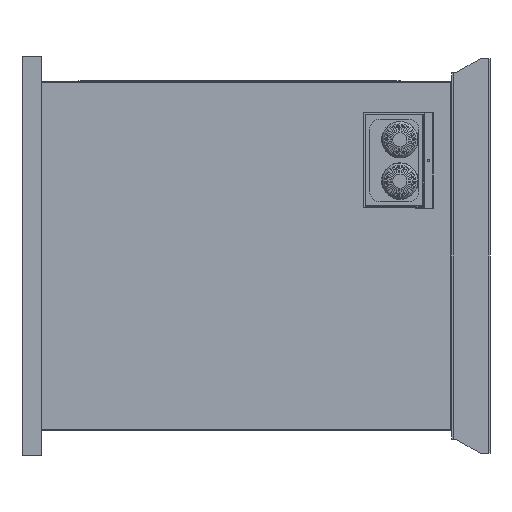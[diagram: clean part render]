
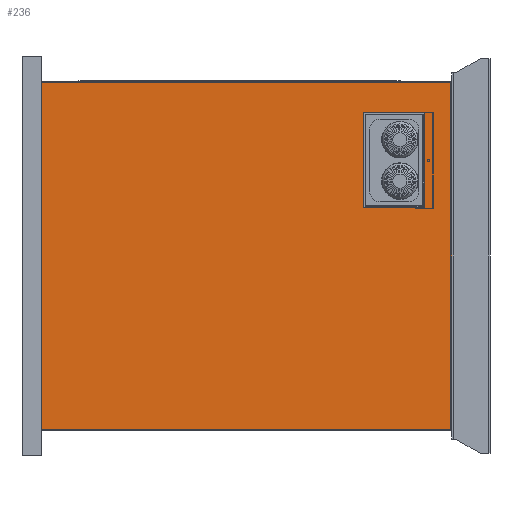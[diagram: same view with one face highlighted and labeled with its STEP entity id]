
A CAD part, left-side view. The second image highlights one B-rep face of the part: STEP entity #236.
In plain terms, the highlighted planar face has unit normal (-1, 0, 0).
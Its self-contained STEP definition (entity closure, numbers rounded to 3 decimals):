
#228 = VERTEX_POINT ( 'NONE', #6561 ) ;
#236 = ADVANCED_FACE ( 'NONE', ( #3995, #516 ), #493, .F. ) ;
#256 = EDGE_CURVE ( 'NONE', #7903, #228, #2625, .T. ) ;
#332 = CARTESIAN_POINT ( 'NONE',  ( -590., -2., 455. ) ) ;
#477 = ORIENTED_EDGE ( 'NONE', *, *, #3736, .F. ) ;
#493 = PLANE ( 'NONE',  #1027 ) ;
#516 = FACE_BOUND ( 'NONE', #5316, .T. ) ;
#647 = DIRECTION ( 'NONE',  ( 0., 0., 1. ) ) ;
#680 = CARTESIAN_POINT ( 'NONE',  ( -590., -2., -455. ) ) ;
#697 = LINE ( 'NONE', #8041, #6018 ) ;
#1027 = AXIS2_PLACEMENT_3D ( 'NONE', #8011, #7212, #5136 ) ;
#1061 = CARTESIAN_POINT ( 'NONE',  ( -590., 218., 125.5 ) ) ;
#1118 = LINE ( 'NONE', #680, #1766 ) ;
#1300 = EDGE_CURVE ( 'NONE', #4649, #1653, #1757, .T. ) ;
#1468 = EDGE_CURVE ( 'NONE', #1653, #5104, #697, .T. ) ;
#1474 = VERTEX_POINT ( 'NONE', #3254 ) ;
#1653 = VERTEX_POINT ( 'NONE', #4159 ) ;
#1757 = LINE ( 'NONE', #6801, #7948 ) ;
#1766 = VECTOR ( 'NONE', #7555, 1000. ) ;
#2433 = VECTOR ( 'NONE', #5815, 1000. ) ;
#2562 = CARTESIAN_POINT ( 'NONE',  ( -590., 68., 125.5 ) ) ;
#2593 = VECTOR ( 'NONE', #647, 1000. ) ;
#2625 = LINE ( 'NONE', #3129, #7645 ) ;
#2763 = EDGE_CURVE ( 'NONE', #5104, #1474, #7765, .T. ) ;
#2912 = CARTESIAN_POINT ( 'NONE',  ( -590., 1069.2, -455. ) ) ;
#3113 = EDGE_CURVE ( 'NONE', #4471, #3505, #1118, .T. ) ;
#3129 = CARTESIAN_POINT ( 'NONE',  ( -590., -2., 455. ) ) ;
#3254 = CARTESIAN_POINT ( 'NONE',  ( -590., 228., 125.5 ) ) ;
#3466 = LINE ( 'NONE', #7295, #5038 ) ;
#3505 = VERTEX_POINT ( 'NONE', #4825 ) ;
#3597 = ORIENTED_EDGE ( 'NONE', *, *, #2763, .T. ) ;
#3736 = EDGE_CURVE ( 'NONE', #228, #3505, #7289, .T. ) ;
#3827 = ORIENTED_EDGE ( 'NONE', *, *, #7868, .T. ) ;
#3995 = FACE_OUTER_BOUND ( 'NONE', #5783, .T. ) ;
#4012 = CARTESIAN_POINT ( 'NONE',  ( -590., 1069.2, 455. ) ) ;
#4159 = CARTESIAN_POINT ( 'NONE',  ( -590., 68., 373.5 ) ) ;
#4447 = EDGE_CURVE ( 'NONE', #4471, #7903, #5682, .T. ) ;
#4471 = VERTEX_POINT ( 'NONE', #2912 ) ;
#4574 = DIRECTION ( 'NONE',  ( 0., -1., 0. ) ) ;
#4649 = VERTEX_POINT ( 'NONE', #5871 ) ;
#4688 = DIRECTION ( 'NONE',  ( 0., -1., 0. ) ) ;
#4825 = CARTESIAN_POINT ( 'NONE',  ( -590., -2., -455. ) ) ;
#4935 = ORIENTED_EDGE ( 'NONE', *, *, #3113, .T. ) ;
#5038 = VECTOR ( 'NONE', #8110, 1000. ) ;
#5104 = VERTEX_POINT ( 'NONE', #2562 ) ;
#5136 = DIRECTION ( 'NONE',  ( 0., 0., -1. ) ) ;
#5316 = EDGE_LOOP ( 'NONE', ( #3597, #3827, #5649, #7316 ) ) ;
#5376 = VECTOR ( 'NONE', #7782, 1000. ) ;
#5649 = ORIENTED_EDGE ( 'NONE', *, *, #1300, .T. ) ;
#5682 = LINE ( 'NONE', #4012, #2593 ) ;
#5783 = EDGE_LOOP ( 'NONE', ( #6930, #4935, #477, #8290 ) ) ;
#5815 = DIRECTION ( 'NONE',  ( 0., 1., 0. ) ) ;
#5871 = CARTESIAN_POINT ( 'NONE',  ( -590., 228., 373.5 ) ) ;
#6018 = VECTOR ( 'NONE', #7336, 1000. ) ;
#6561 = CARTESIAN_POINT ( 'NONE',  ( -590., -2., 455. ) ) ;
#6745 = CARTESIAN_POINT ( 'NONE',  ( -590., 1069.2, 455. ) ) ;
#6801 = CARTESIAN_POINT ( 'NONE',  ( -590., 78., 373.5 ) ) ;
#6930 = ORIENTED_EDGE ( 'NONE', *, *, #4447, .F. ) ;
#7212 = DIRECTION ( 'NONE',  ( 1., 0., 0. ) ) ;
#7289 = LINE ( 'NONE', #332, #5376 ) ;
#7295 = CARTESIAN_POINT ( 'NONE',  ( -590., 228., 363.5 ) ) ;
#7316 = ORIENTED_EDGE ( 'NONE', *, *, #1468, .T. ) ;
#7336 = DIRECTION ( 'NONE',  ( 0., 0., -1. ) ) ;
#7555 = DIRECTION ( 'NONE',  ( 0., -1., 0. ) ) ;
#7645 = VECTOR ( 'NONE', #4574, 1000. ) ;
#7765 = LINE ( 'NONE', #1061, #2433 ) ;
#7782 = DIRECTION ( 'NONE',  ( 0., 0., -1. ) ) ;
#7868 = EDGE_CURVE ( 'NONE', #1474, #4649, #3466, .T. ) ;
#7903 = VERTEX_POINT ( 'NONE', #6745 ) ;
#7948 = VECTOR ( 'NONE', #4688, 1000. ) ;
#8011 = CARTESIAN_POINT ( 'NONE',  ( -590., -2., 455. ) ) ;
#8041 = CARTESIAN_POINT ( 'NONE',  ( -590., 68., 135.5 ) ) ;
#8110 = DIRECTION ( 'NONE',  ( 0., 0., 1. ) ) ;
#8290 = ORIENTED_EDGE ( 'NONE', *, *, #256, .F. ) ;
